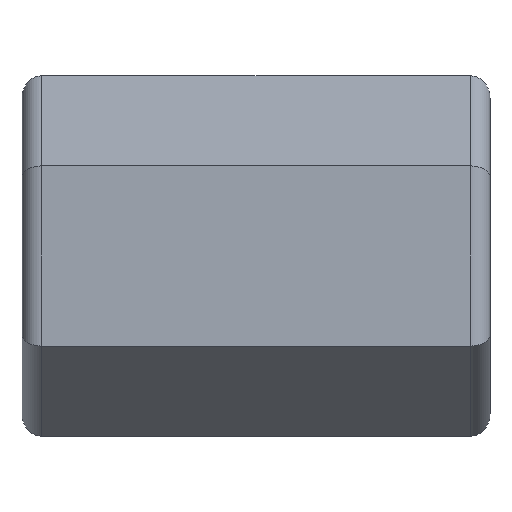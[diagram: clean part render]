
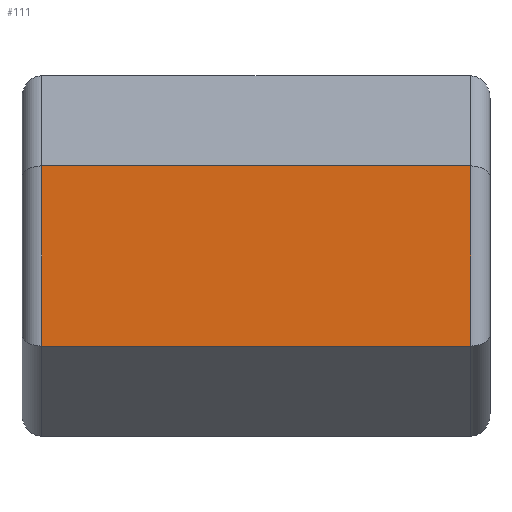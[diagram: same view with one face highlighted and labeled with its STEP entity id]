
A CAD part, front view. The second image highlights one B-rep face of the part: STEP entity #111.
In plain terms, the highlighted planar face has unit normal (0, -1, 0).
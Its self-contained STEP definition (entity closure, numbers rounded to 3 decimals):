
#111=ADVANCED_FACE('',(#310),#312,.T.);
#310=FACE_BOUND('',#311,.T.);
#311=EDGE_LOOP('',(#458,#459,#460,#461));
#312=PLANE('',#313);
#313=AXIS2_PLACEMENT_3D('',#314,#315,#316);
#314=CARTESIAN_POINT('',(0.,-4.,2.309));
#315=DIRECTION('',(0.,-1.,0.));
#316=DIRECTION('',(0.,0.,-1.));
#458=ORIENTED_EDGE('',*,*,#547,.T.);
#459=ORIENTED_EDGE('',*,*,#546,.T.);
#460=ORIENTED_EDGE('',*,*,#548,.F.);
#461=ORIENTED_EDGE('',*,*,#549,.F.);
#546=EDGE_CURVE('',#614,#616,#618,.T.);
#547=EDGE_CURVE('',#619,#614,#620,.T.);
#548=EDGE_CURVE('',#621,#616,#622,.T.);
#549=EDGE_CURVE('',#619,#621,#623,.T.);
#614=VERTEX_POINT('',#744);
#616=VERTEX_POINT('',#748);
#618=LINE('',#752,#753);
#619=VERTEX_POINT('',#755);
#620=LINE('',#756,#757);
#621=VERTEX_POINT('',#759);
#622=LINE('',#760,#761);
#623=LINE('',#763,#764);
#744=CARTESIAN_POINT('',(0.5,-4.,-2.309));
#748=CARTESIAN_POINT('',(11.5,-4.,-2.309));
#752=CARTESIAN_POINT('',(0.5,-4.,-2.309));
#753=VECTOR('',#754,1.);
#754=DIRECTION('',(1.,0.,0.));
#755=CARTESIAN_POINT('',(0.5,-4.,2.309));
#756=CARTESIAN_POINT('',(0.5,-4.,2.309));
#757=VECTOR('',#758,1.);
#758=DIRECTION('',(0.,0.,-1.));
#759=CARTESIAN_POINT('',(11.5,-4.,2.309));
#760=CARTESIAN_POINT('',(11.5,-4.,2.309));
#761=VECTOR('',#762,1.);
#762=DIRECTION('',(0.,0.,-1.));
#763=CARTESIAN_POINT('',(0.5,-4.,2.309));
#764=VECTOR('',#765,1.);
#765=DIRECTION('',(1.,0.,0.));
